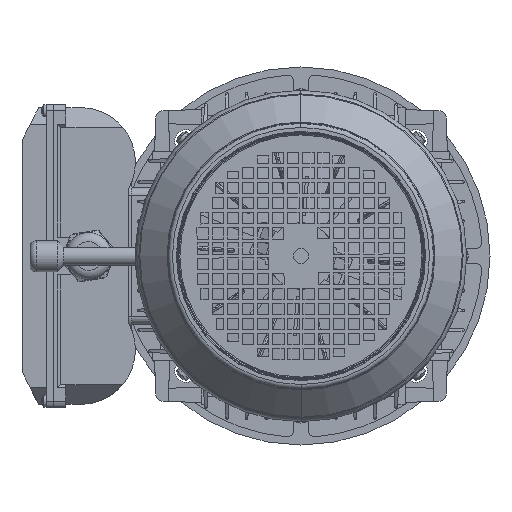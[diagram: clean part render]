
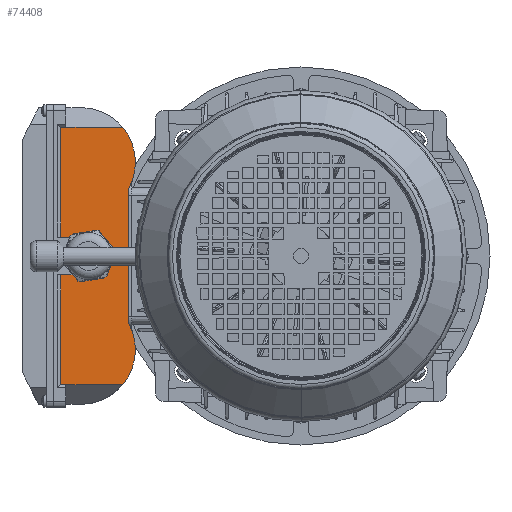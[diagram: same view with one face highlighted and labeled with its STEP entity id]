
A CAD part, left-side view. The second image highlights one B-rep face of the part: STEP entity #74408.
In plain terms, the highlighted face is planar.
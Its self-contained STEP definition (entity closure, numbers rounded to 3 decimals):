
#659 = CARTESIAN_POINT ( 'NONE',  ( 0., 1.75, -68. ) ) ;
#1935 = DIRECTION ( 'NONE',  ( 0., 1., 0. ) ) ;
#2038 = EDGE_CURVE ( 'NONE', #44544, #65018, #65712, .T. ) ;
#3821 = DIRECTION ( 'NONE',  ( 1., 0., 0. ) ) ;
#5080 = LINE ( 'NONE', #115031, #110103 ) ;
#5191 = ORIENTED_EDGE ( 'NONE', *, *, #111980, .F. ) ;
#5811 = ORIENTED_EDGE ( 'NONE', *, *, #9714, .T. ) ;
#7494 = VERTEX_POINT ( 'NONE', #34031 ) ;
#7925 = PLANE ( 'NONE',  #57771 ) ;
#8220 = LINE ( 'NONE', #118177, #65409 ) ;
#9107 = CARTESIAN_POINT ( 'NONE',  ( 12.5, 1.75, -68. ) ) ;
#9355 = CARTESIAN_POINT ( 'NONE',  ( 85.065, -45.25, -68. ) ) ;
#9445 = LINE ( 'NONE', #119393, #39668 ) ;
#9531 = VERTEX_POINT ( 'NONE', #38387 ) ;
#9714 = EDGE_CURVE ( 'NONE', #7494, #119530, #5080, .T. ) ;
#10483 = ORIENTED_EDGE ( 'NONE', *, *, #19937, .T. ) ;
#11043 = VERTEX_POINT ( 'NONE', #115386 ) ;
#11114 = VERTEX_POINT ( 'NONE', #9107 ) ;
#14439 = CARTESIAN_POINT ( 'NONE',  ( -85.065, -45.25, -68. ) ) ;
#16348 = CARTESIAN_POINT ( 'NONE',  ( -119.5, 20.25, -68. ) ) ;
#17368 = DIRECTION ( 'NONE',  ( 1., 0., 0. ) ) ;
#18867 = ORIENTED_EDGE ( 'NONE', *, *, #37884, .T. ) ;
#18881 = DIRECTION ( 'NONE',  ( 0., 1., 0. ) ) ;
#19395 = CARTESIAN_POINT ( 'NONE',  ( 85.065, 16.75, -68. ) ) ;
#19937 = EDGE_CURVE ( 'NONE', #9531, #72515, #8220, .T. ) ;
#20457 = AXIS2_PLACEMENT_3D ( 'NONE', #85263, #72789, #60250 ) ;
#21898 = LINE ( 'NONE', #9355, #45246 ) ;
#26035 = VECTOR ( 'NONE', #18881, 1000. ) ;
#26840 = EDGE_LOOP ( 'NONE', ( #18867, #42286, #76977, #41802, #110208, #10483, #5191, #70345, #41125, #32477, #41591, #5811 ) ) ;
#27026 = LINE ( 'NONE', #14439, #109192 ) ;
#27100 = CIRCLE ( 'NONE', #20457, 36. ) ;
#28926 = LINE ( 'NONE', #16348, #37816 ) ;
#29812 = CARTESIAN_POINT ( 'NONE',  ( -12.5, 20.25, -68. ) ) ;
#29966 = DIRECTION ( 'NONE',  ( 0., 0., 1. ) ) ;
#31493 = CARTESIAN_POINT ( 'NONE',  ( -12.5, 1.75, -68. ) ) ;
#32477 = ORIENTED_EDGE ( 'NONE', *, *, #2038, .F. ) ;
#34031 = CARTESIAN_POINT ( 'NONE',  ( -85.065, 16.75, -68. ) ) ;
#34385 = EDGE_CURVE ( 'NONE', #51957, #88123, #44096, .T. ) ;
#36550 = DIRECTION ( 'NONE',  ( 1., 0., 0. ) ) ;
#37816 = VECTOR ( 'NONE', #3821, 1000. ) ;
#37884 = EDGE_CURVE ( 'NONE', #119530, #88123, #28926, .T. ) ;
#38387 = CARTESIAN_POINT ( 'NONE',  ( 85.065, 20.25, -68. ) ) ;
#39668 = VECTOR ( 'NONE', #106813, 1000. ) ;
#41125 = ORIENTED_EDGE ( 'NONE', *, *, #106336, .F. ) ;
#41591 = ORIENTED_EDGE ( 'NONE', *, *, #55987, .T. ) ;
#41802 = ORIENTED_EDGE ( 'NONE', *, *, #99896, .F. ) ;
#41892 = AXIS2_PLACEMENT_3D ( 'NONE', #42566, #29966, #17368 ) ;
#42286 = ORIENTED_EDGE ( 'NONE', *, *, #34385, .F. ) ;
#42566 = CARTESIAN_POINT ( 'NONE',  ( -62., 6.75, -68. ) ) ;
#43283 = DIRECTION ( 'NONE',  ( 1., 0., 0. ) ) ;
#44096 = LINE ( 'NONE', #31493, #26035 ) ;
#44544 = VERTEX_POINT ( 'NONE', #99808 ) ;
#45246 = VECTOR ( 'NONE', #119314, 1000. ) ;
#49150 = CARTESIAN_POINT ( 'NONE',  ( -119.5, 20.25, -68. ) ) ;
#49628 = VECTOR ( 'NONE', #36550, 1000. ) ;
#50674 = CARTESIAN_POINT ( 'NONE',  ( 44.572, -24.75, -68. ) ) ;
#51439 = FACE_OUTER_BOUND ( 'NONE', #26840, .T. ) ;
#51957 = VERTEX_POINT ( 'NONE', #78865 ) ;
#52389 = VECTOR ( 'NONE', #43283, 1000. ) ;
#54705 = EDGE_CURVE ( 'NONE', #75074, #11043, #27100, .T. ) ;
#55897 = CARTESIAN_POINT ( 'NONE',  ( -44.572, -24.75, -68. ) ) ;
#55987 = EDGE_CURVE ( 'NONE', #44544, #7494, #27026, .T. ) ;
#57771 = AXIS2_PLACEMENT_3D ( 'NONE', #117886, #105296, #92817 ) ;
#60250 = DIRECTION ( 'NONE',  ( 1., 0., 0. ) ) ;
#61734 = LINE ( 'NONE', #49150, #49628 ) ;
#63459 = CIRCLE ( 'NONE', #111388, 12.5 ) ;
#65018 = VERTEX_POINT ( 'NONE', #76504 ) ;
#65409 = VECTOR ( 'NONE', #105597, 1000. ) ;
#65712 = CIRCLE ( 'NONE', #41892, 36. ) ;
#68455 = LINE ( 'NONE', #55897, #52389 ) ;
#70345 = ORIENTED_EDGE ( 'NONE', *, *, #54705, .F. ) ;
#70540 = CARTESIAN_POINT ( 'NONE',  ( 12.5, 20.25, -68. ) ) ;
#72332 = EDGE_CURVE ( 'NONE', #100851, #9531, #61734, .T. ) ;
#72515 = VERTEX_POINT ( 'NONE', #19395 ) ;
#72789 = DIRECTION ( 'NONE',  ( 0., 0., 1. ) ) ;
#74408 = ADVANCED_FACE ( 'NONE', ( #51439 ), #7925, .F. ) ;
#75074 = VERTEX_POINT ( 'NONE', #50674 ) ;
#76504 = CARTESIAN_POINT ( 'NONE',  ( -44.572, -24.75, -68. ) ) ;
#76977 = ORIENTED_EDGE ( 'NONE', *, *, #83034, .F. ) ;
#78865 = CARTESIAN_POINT ( 'NONE',  ( -12.5, 1.75, -68. ) ) ;
#83034 = EDGE_CURVE ( 'NONE', #11114, #51957, #63459, .T. ) ;
#85263 = CARTESIAN_POINT ( 'NONE',  ( 62., 6.75, -68. ) ) ;
#88123 = VERTEX_POINT ( 'NONE', #29812 ) ;
#92817 = DIRECTION ( 'NONE',  ( 1., 0., 0. ) ) ;
#98050 = DIRECTION ( 'NONE',  ( 1., 0., 0. ) ) ;
#99808 = CARTESIAN_POINT ( 'NONE',  ( -85.065, -20.891, -68. ) ) ;
#99896 = EDGE_CURVE ( 'NONE', #100851, #11114, #9445, .T. ) ;
#100851 = VERTEX_POINT ( 'NONE', #70540 ) ;
#102461 = DIRECTION ( 'NONE',  ( 0., 1., 0. ) ) ;
#105296 = DIRECTION ( 'NONE',  ( 0., 0., 1. ) ) ;
#105597 = DIRECTION ( 'NONE',  ( 0., -1., 0. ) ) ;
#106336 = EDGE_CURVE ( 'NONE', #65018, #75074, #68455, .T. ) ;
#106813 = DIRECTION ( 'NONE',  ( 0., -1., 0. ) ) ;
#109192 = VECTOR ( 'NONE', #1935, 1000. ) ;
#110103 = VECTOR ( 'NONE', #102461, 1000. ) ;
#110208 = ORIENTED_EDGE ( 'NONE', *, *, #72332, .T. ) ;
#110549 = DIRECTION ( 'NONE',  ( 0., 0., -1. ) ) ;
#111388 = AXIS2_PLACEMENT_3D ( 'NONE', #659, #110549, #98050 ) ;
#111980 = EDGE_CURVE ( 'NONE', #11043, #72515, #21898, .T. ) ;
#115031 = CARTESIAN_POINT ( 'NONE',  ( -85.065, -29.25, -68. ) ) ;
#115386 = CARTESIAN_POINT ( 'NONE',  ( 85.065, -20.891, -68. ) ) ;
#117886 = CARTESIAN_POINT ( 'NONE',  ( -119.5, -29.25, -68. ) ) ;
#118177 = CARTESIAN_POINT ( 'NONE',  ( 85.065, -29.25, -68. ) ) ;
#119314 = DIRECTION ( 'NONE',  ( 0., 1., 0. ) ) ;
#119393 = CARTESIAN_POINT ( 'NONE',  ( 12.5, 1.75, -68. ) ) ;
#119530 = VERTEX_POINT ( 'NONE', #120702 ) ;
#120702 = CARTESIAN_POINT ( 'NONE',  ( -85.065, 20.25, -68. ) ) ;
